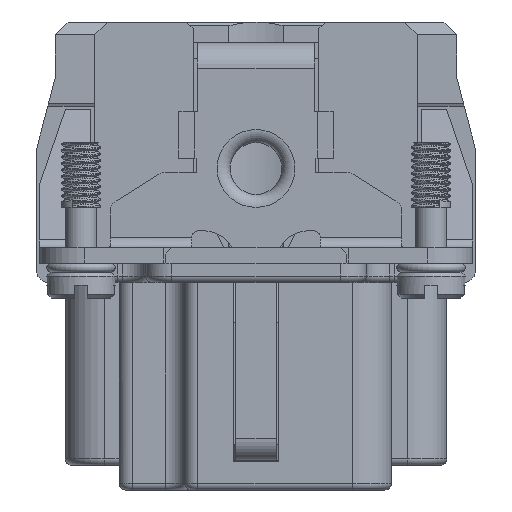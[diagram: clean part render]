
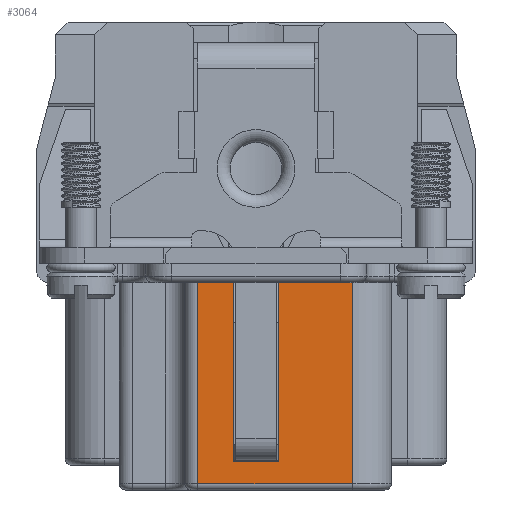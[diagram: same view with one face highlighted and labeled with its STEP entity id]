
A CAD part, left-side view. The second image highlights one B-rep face of the part: STEP entity #3064.
In plain terms, the highlighted planar face has unit normal (-1, 0, 0).
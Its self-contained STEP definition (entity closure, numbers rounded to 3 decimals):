
#3064=ADVANCED_FACE('',(#5359),#4610,.T.);
#4610=PLANE('',#27907);
#5359=FACE_OUTER_BOUND('',#6524,.T.);
#6524=EDGE_LOOP('',(#14916,#14917,#14918,#14919,#14920,#14921,#14922,#14923));
#9286=LINE('',#40187,#11385);
#9290=LINE('',#40195,#11389);
#9495=LINE('',#40717,#11594);
#9498=LINE('',#40721,#11597);
#9653=LINE('',#41133,#11752);
#9655=LINE('',#41137,#11754);
#9656=LINE('',#41139,#11755);
#9657=LINE('',#41140,#11756);
#11385=VECTOR('',#31591,1.);
#11389=VECTOR('',#31595,1.);
#11594=VECTOR('',#32082,1.);
#11597=VECTOR('',#32087,1.);
#11752=VECTOR('',#32540,1.);
#11754=VECTOR('',#32546,1.);
#11755=VECTOR('',#32549,1.);
#11756=VECTOR('',#32550,1.);
#14916=ORIENTED_EDGE('',*,*,#23754,.F.);
#14917=ORIENTED_EDGE('',*,*,#23966,.F.);
#14918=ORIENTED_EDGE('',*,*,#23757,.T.);
#14919=ORIENTED_EDGE('',*,*,#23482,.F.);
#14920=ORIENTED_EDGE('',*,*,#23967,.T.);
#14921=ORIENTED_EDGE('',*,*,#23964,.T.);
#14922=ORIENTED_EDGE('',*,*,#23968,.T.);
#14923=ORIENTED_EDGE('',*,*,#23486,.F.);
#20792=VERTEX_POINT('',#40186);
#20793=VERTEX_POINT('',#40188);
#20796=VERTEX_POINT('',#40194);
#20797=VERTEX_POINT('',#40196);
#20956=VERTEX_POINT('',#40716);
#20957=VERTEX_POINT('',#40722);
#21043=VERTEX_POINT('',#41064);
#21048=VERTEX_POINT('',#41075);
#23482=EDGE_CURVE('',#20792,#20793,#9286,.T.);
#23486=EDGE_CURVE('',#20796,#20797,#9290,.T.);
#23754=EDGE_CURVE('',#20956,#20796,#9495,.T.);
#23757=EDGE_CURVE('',#20957,#20793,#9498,.T.);
#23964=EDGE_CURVE('',#21048,#21043,#9653,.T.);
#23966=EDGE_CURVE('',#20957,#20956,#9655,.T.);
#23967=EDGE_CURVE('',#20792,#21048,#9656,.T.);
#23968=EDGE_CURVE('',#21043,#20797,#9657,.T.);
#27907=AXIS2_PLACEMENT_3D('',#41141,#32551,#32552);
#31591=DIRECTION('',(0.,-1.,0.));
#31595=DIRECTION('',(0.,-1.,0.));
#32082=DIRECTION('',(0.,0.,1.));
#32087=DIRECTION('',(0.,0.,1.));
#32540=DIRECTION('',(0.,-1.,0.));
#32546=DIRECTION('',(0.,-1.,0.));
#32549=DIRECTION('',(0.,0.,-1.));
#32550=DIRECTION('',(0.,0.,1.));
#32551=DIRECTION('',(-1.,0.,0.));
#32552=DIRECTION('',(0.,0.,-1.));
#40186=CARTESIAN_POINT('',(-45.55,4.5,1.5));
#40187=CARTESIAN_POINT('',(-45.55,10.6,1.5));
#40188=CARTESIAN_POINT('',(-45.55,1.75,1.5));
#40194=CARTESIAN_POINT('',(-45.55,-1.75,1.5));
#40195=CARTESIAN_POINT('',(-45.55,10.6,1.5));
#40196=CARTESIAN_POINT('',(-45.55,-7.45,1.5));
#40716=CARTESIAN_POINT('',(-45.55,-1.75,-12.3));
#40717=CARTESIAN_POINT('',(-45.55,-1.75,-12.3));
#40721=CARTESIAN_POINT('',(-45.55,1.75,-12.3));
#40722=CARTESIAN_POINT('',(-45.55,1.75,-12.3));
#41064=CARTESIAN_POINT('',(-45.55,-7.45,-14.));
#41075=CARTESIAN_POINT('',(-45.55,4.5,-14.));
#41133=CARTESIAN_POINT('',(-45.55,-7.85,-14.));
#41137=CARTESIAN_POINT('',(-45.55,10.6,-12.3));
#41139=CARTESIAN_POINT('',(-45.55,4.5,-12.6));
#41140=CARTESIAN_POINT('',(-45.55,-7.45,-12.6));
#41141=CARTESIAN_POINT('',(-45.55,-4.1,-12.6));
